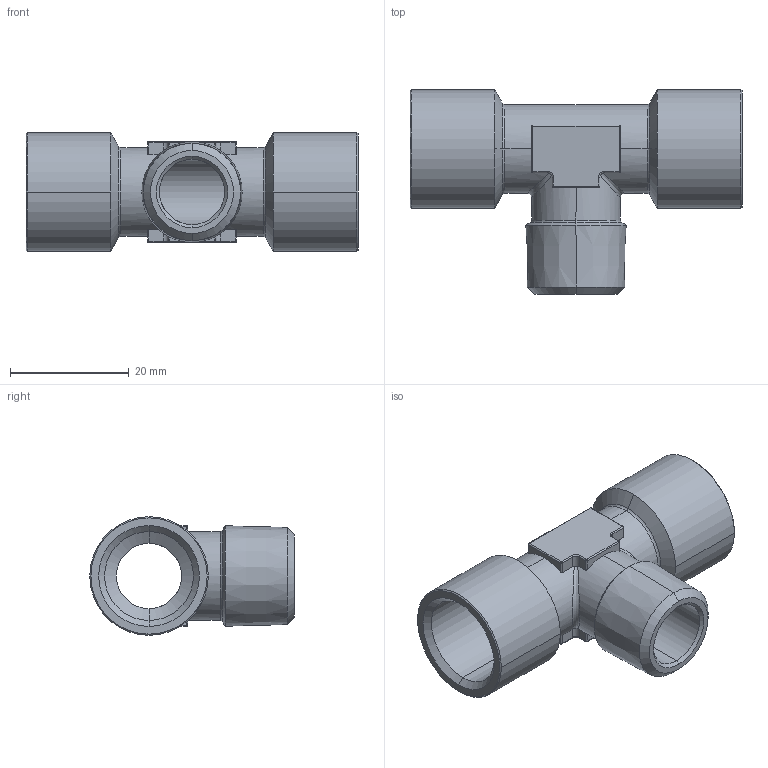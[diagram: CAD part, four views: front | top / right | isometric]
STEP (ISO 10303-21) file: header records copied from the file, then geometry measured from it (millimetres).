
FILE_DESCRIPTION (( 'STEP AP203' ), '1' );
FILE_NAME ('002-X328.STEP', '2013-10-30T15:48:11', ( 'Gabriele' ), ( '' ), 'SwSTEP 2.0', 'SolidWorks 2011', '' );
FILE_SCHEMA (( 'CONFIG_CONTROL_DESIGN' ));
Length unit declared in the file: millimetre
Products named in the file (1): 002-X328
Bounding box: 56 x 34.5 x 20 mm (x, y, z)
Volume: 8646 mm3; surface area: 7443.2 mm2
Topology: 1 solids, 1 shells, 119 faces, 284 edges, 154 vertices
Faces by surface type: cylinder 50, cone 24, plane 21, sphere 12, torus 10, bspline 2
Entity records: 3549 total; most frequent: CARTESIAN_POINT 790, DIRECTION 602, ORIENTED_EDGE 544, EDGE_CURVE 272, AXIS2_PLACEMENT_3D 242, VERTEX_POINT 154, CIRCLE 124, EDGE_LOOP 122
